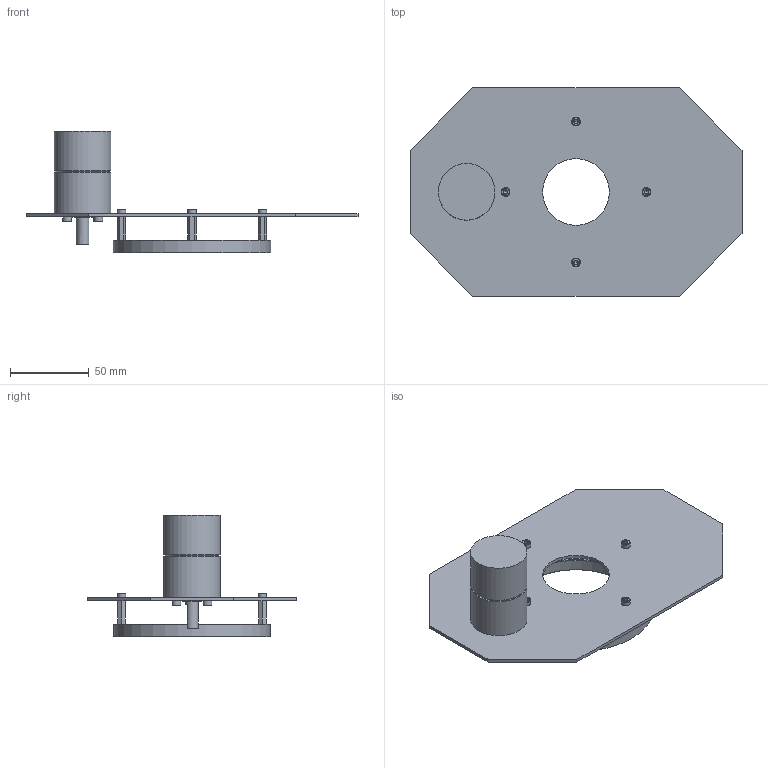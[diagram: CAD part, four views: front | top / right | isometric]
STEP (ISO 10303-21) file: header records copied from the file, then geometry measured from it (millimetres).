
FILE_DESCRIPTION(/* description */ (''),/* implementation_level */ '2;1');
FILE_NAME(/* name */ 'Asm4.stp',/* time_stamp */ '2022-07-27T16:48:11+08:00',/* author */ (''),/* organization */ (''),/* preprocessor_version */ 'ST-DEVELOPER v14',/* originating_system */ 'SIEMENS PLM Software NX 8.0',/* authorisation */ '');
FILE_SCHEMA (('AUTOMOTIVE_DESIGN { 1 0 10303 214 3 1 1 1 }'));
Length unit declared in the file: millimetre
Products named in the file (1): ASUS69D84C71nuuk
Bounding box: 211.22 x 132.94 x 77.24 mm (x, y, z)
Volume: 123754.2 mm3; surface area: 76203.6 mm2
Topology: 17 solids, 17 shells, 311 faces, 625 edges, 358 vertices
Faces by surface type: plane 174, cone 75, cylinder 46, torus 16
Full cylindrical faces by diameter (mm): 2.5 x12, 2.874 x8, 3 x8, 5.5 x8, 8 x1, 22 x1, 22.2 x1, 36 x2, 42.5 x1, 80 x1, 99 x1, 100 x1, 100.002 x1
Entity records: 7713 total; most frequent: CARTESIAN_POINT 1506, DIRECTION 1308, ORIENTED_EDGE 1024, AXIS2_PLACEMENT_3D 532, EDGE_CURVE 512, EDGE_LOOP 450, VERTEX_POINT 346, ADVANCED_FACE 311
